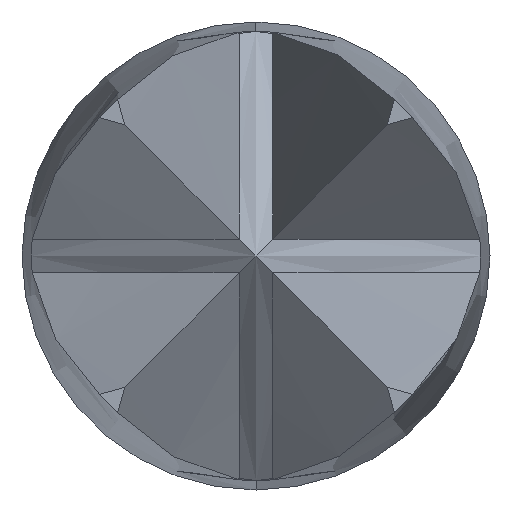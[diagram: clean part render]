
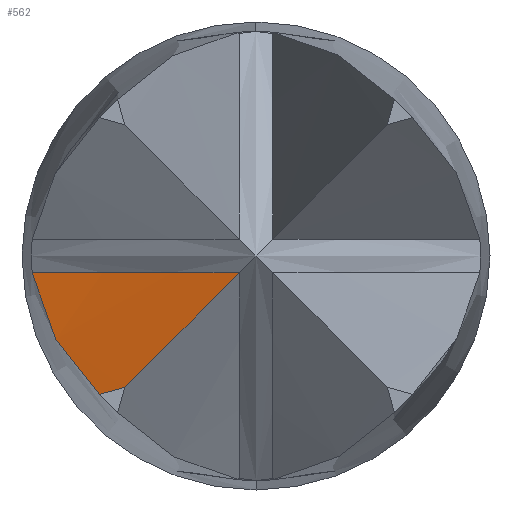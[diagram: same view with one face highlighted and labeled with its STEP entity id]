
A CAD part, left-side view. The second image highlights one B-rep face of the part: STEP entity #562.
In plain terms, the highlighted conical face has half-angle 67 degrees and reference radius 8.255 mm.
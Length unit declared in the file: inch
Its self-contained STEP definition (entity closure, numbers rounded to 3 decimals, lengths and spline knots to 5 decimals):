
#41 = ORIENTED_EDGE ( 'NONE', *, *, #1953, .F. ) ;
#168 = FACE_OUTER_BOUND ( 'NONE', #369, .T. ) ;
#356 = CARTESIAN_POINT ( 'NONE',  ( -0.24, 0.01761, -0.01619 ) ) ;
#369 = EDGE_LOOP ( 'NONE', ( #1816, #1328, #41, #1834 ) ) ;
#381 = CIRCLE ( 'NONE', #1259, 0.375 ) ;
#406 = B_SPLINE_CURVE_WITH_KNOTS ( 'NONE', 3,
 ( #479, #356, #2153, #2146 ),
 .UNSPECIFIED., .F., .F.,
 ( 4, 4 ),
 ( 0.00276, 0.00284 ),
 .UNSPECIFIED. ) ;
#479 = CARTESIAN_POINT ( 'NONE',  ( -0.24, 0.0186, -0.01647 ) ) ;
#562 = ADVANCED_FACE ( 'NONE', ( #168 ), #1310, .F. ) ;
#826 = B_SPLINE_CURVE_WITH_KNOTS ( 'NONE', 3,
 ( #2034, #913, #2071, #2077 ),
 .UNSPECIFIED., .F., .F.,
 ( 4, 4 ),
 ( 0., 0.00134 ),
 .UNSPECIFIED. ) ;
#913 = CARTESIAN_POINT ( 'NONE',  ( -0.20677, 0.0256, -0.00752 ) ) ;
#920 = CARTESIAN_POINT ( 'NONE',  ( -0.24, 0.0186, -0.01647 ) ) ;
#1063 = DIRECTION ( 'NONE',  ( 0., -1., 0. ) ) ;
#1105 = CARTESIAN_POINT ( 'NONE',  ( -0.49506, 0.24481, -0.02331 ) ) ;
#1110 = DIRECTION ( 'NONE',  ( 0., 0., 1. ) ) ;
#1230 = VERTEX_POINT ( 'NONE', #920 ) ;
#1259 = AXIS2_PLACEMENT_3D ( 'NONE', #2040, #2045, #2048 ) ;
#1301 = VERTEX_POINT ( 'NONE', #1852 ) ;
#1310 = CONICAL_SURFACE ( 'NONE', #2029, 0.325, 1.169 ) ;
#1317 = B_SPLINE_CURVE_WITH_KNOTS ( 'NONE', 3,
 ( #2011, #1936, #2170, #2142 ),
 .UNSPECIFIED., .F., .F.,
 ( 4, 4 ),
 ( 0., 0.00092 ),
 .UNSPECIFIED. ) ;
#1328 = ORIENTED_EDGE ( 'NONE', *, *, #1942, .T. ) ;
#1670 = CARTESIAN_POINT ( 'NONE',  ( -0.20929, 0.002, -0.002 ) ) ;
#1742 = VERTEX_POINT ( 'NONE', #1670 ) ;
#1816 = ORIENTED_EDGE ( 'NONE', *, *, #2115, .T. ) ;
#1834 = ORIENTED_EDGE ( 'NONE', *, *, #1968, .T. ) ;
#1852 = CARTESIAN_POINT ( 'NONE',  ( -0.24, 0.01562, -0.01563 ) ) ;
#1936 = CARTESIAN_POINT ( 'NONE',  ( -0.22974, 0.0111, -0.01111 ) ) ;
#1942 = EDGE_CURVE ( 'NONE', #1301, #1742, #1317, .T. ) ;
#1953 = EDGE_CURVE ( 'NONE', #2035, #1742, #381, .T. ) ;
#1968 = EDGE_CURVE ( 'NONE', #2035, #1230, #826, .T. ) ;
#2011 = CARTESIAN_POINT ( 'NONE',  ( -0.24, 0.01562, -0.01563 ) ) ;
#2029 = AXIS2_PLACEMENT_3D ( 'NONE', #1105, #1110, #1063 ) ;
#2034 = CARTESIAN_POINT ( 'NONE',  ( -0.19006, 0.02665, -0.00201 ) ) ;
#2035 = VERTEX_POINT ( 'NONE', #2193 ) ;
#2040 = CARTESIAN_POINT ( 'NONE',  ( -0.49506, 0.24482, -0.00209 ) ) ;
#2045 = DIRECTION ( 'NONE',  ( 0., 0., -1. ) ) ;
#2048 = DIRECTION ( 'NONE',  ( 0., 1., 0. ) ) ;
#2071 = CARTESIAN_POINT ( 'NONE',  ( -0.2234, 0.02301, -0.01244 ) ) ;
#2077 = CARTESIAN_POINT ( 'NONE',  ( -0.24, 0.0186, -0.01647 ) ) ;
#2115 = EDGE_CURVE ( 'NONE', #1230, #1301, #406, .T. ) ;
#2142 = CARTESIAN_POINT ( 'NONE',  ( -0.20929, 0.002, -0.002 ) ) ;
#2146 = CARTESIAN_POINT ( 'NONE',  ( -0.24, 0.01562, -0.01563 ) ) ;
#2153 = CARTESIAN_POINT ( 'NONE',  ( -0.24, 0.01661, -0.01591 ) ) ;
#2170 = CARTESIAN_POINT ( 'NONE',  ( -0.21951, 0.00656, -0.00656 ) ) ;
#2193 = CARTESIAN_POINT ( 'NONE',  ( -0.19006, 0.02665, -0.00201 ) ) ;
